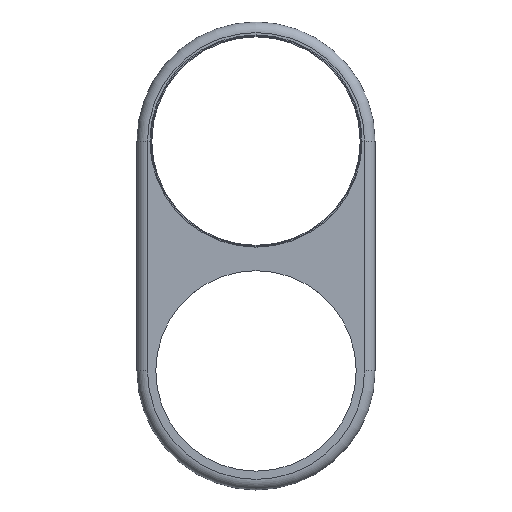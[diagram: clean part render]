
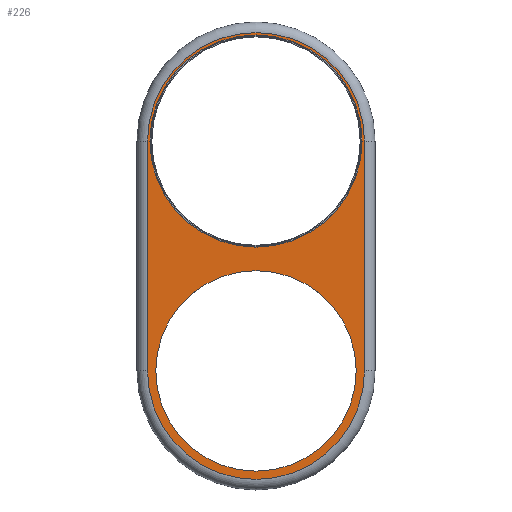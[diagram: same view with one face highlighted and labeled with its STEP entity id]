
A CAD part, top view. The second image highlights one B-rep face of the part: STEP entity #226.
In plain terms, the highlighted planar face has unit normal (0, 0, 1).
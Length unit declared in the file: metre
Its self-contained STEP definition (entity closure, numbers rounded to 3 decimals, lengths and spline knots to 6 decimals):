
#12=PLANE('',#265);
#18=LINE('',#383,#28);
#20=LINE('',#392,#30);
#28=VECTOR('',#307,1.);
#30=VECTOR('',#315,1.);
#54=ORIENTED_EDGE('',*,*,#108,.F.);
#55=ORIENTED_EDGE('',*,*,#109,.T.);
#56=ORIENTED_EDGE('',*,*,#102,.T.);
#57=ORIENTED_EDGE('',*,*,#99,.T.);
#58=ORIENTED_EDGE('',*,*,#106,.T.);
#59=ORIENTED_EDGE('',*,*,#110,.F.);
#99=EDGE_CURVE('',#128,#127,#147,.T.);
#102=EDGE_CURVE('',#130,#128,#18,.F.);
#106=EDGE_CURVE('',#127,#132,#20,.T.);
#108=EDGE_CURVE('',#134,#134,#152,.T.);
#109=EDGE_CURVE('',#132,#130,#153,.T.);
#110=EDGE_CURVE('',#135,#135,#154,.T.);
#127=VERTEX_POINT('',#376);
#128=VERTEX_POINT('',#378);
#130=VERTEX_POINT('',#384);
#132=VERTEX_POINT('',#390);
#134=VERTEX_POINT('',#396);
#135=VERTEX_POINT('',#399);
#147=CIRCLE('',#258,0.022327);
#152=CIRCLE('',#266,0.021824);
#153=CIRCLE('',#267,0.022327);
#154=CIRCLE('',#268,0.020616);
#167=EDGE_LOOP('',(#54));
#168=EDGE_LOOP('',(#55,#56,#57,#58));
#169=EDGE_LOOP('',(#59));
#193=FACE_BOUND('',#167,.T.);
#194=FACE_BOUND('',#168,.T.);
#195=FACE_BOUND('',#169,.T.);
#226=ADVANCED_FACE('',(#193,#194,#195),#12,.T.);
#258=AXIS2_PLACEMENT_3D('',#377,#299,#300);
#265=AXIS2_PLACEMENT_3D('',#394,#317,#318);
#266=AXIS2_PLACEMENT_3D('',#395,#319,#320);
#267=AXIS2_PLACEMENT_3D('',#397,#321,#322);
#268=AXIS2_PLACEMENT_3D('',#398,#323,#324);
#299=DIRECTION('',(0.,0.,1.));
#300=DIRECTION('',(1.,0.,0.));
#307=DIRECTION('',(0.,-1.,0.));
#315=DIRECTION('',(0.,-1.,0.));
#317=DIRECTION('',(0.,0.,1.));
#318=DIRECTION('',(1.,0.,0.));
#319=DIRECTION('',(0.,0.,1.));
#320=DIRECTION('',(1.,0.,0.));
#321=DIRECTION('',(0.,0.,1.));
#322=DIRECTION('',(1.,0.,0.));
#323=DIRECTION('',(0.,0.,1.));
#324=DIRECTION('',(1.,0.,0.));
#376=CARTESIAN_POINT('',(-0.022327,0.,0.0111));
#377=CARTESIAN_POINT('',(0.,0.,0.0111));
#378=CARTESIAN_POINT('',(0.022327,0.,0.0111));
#383=CARTESIAN_POINT('',(0.022327,-0.023642,0.0111));
#384=CARTESIAN_POINT('',(0.022327,-0.047284,0.0111));
#390=CARTESIAN_POINT('',(-0.022327,-0.047284,0.0111));
#392=CARTESIAN_POINT('',(-0.022327,-0.047284,0.0111));
#394=CARTESIAN_POINT('',(0.,-0.023642,0.0111));
#395=CARTESIAN_POINT('',(0.,0.,0.0111));
#396=CARTESIAN_POINT('',(0.021824,0.,0.0111));
#397=CARTESIAN_POINT('',(0.,-0.047284,0.0111));
#398=CARTESIAN_POINT('',(0.,-0.047284,0.0111));
#399=CARTESIAN_POINT('',(0.020616,-0.047284,0.0111));
